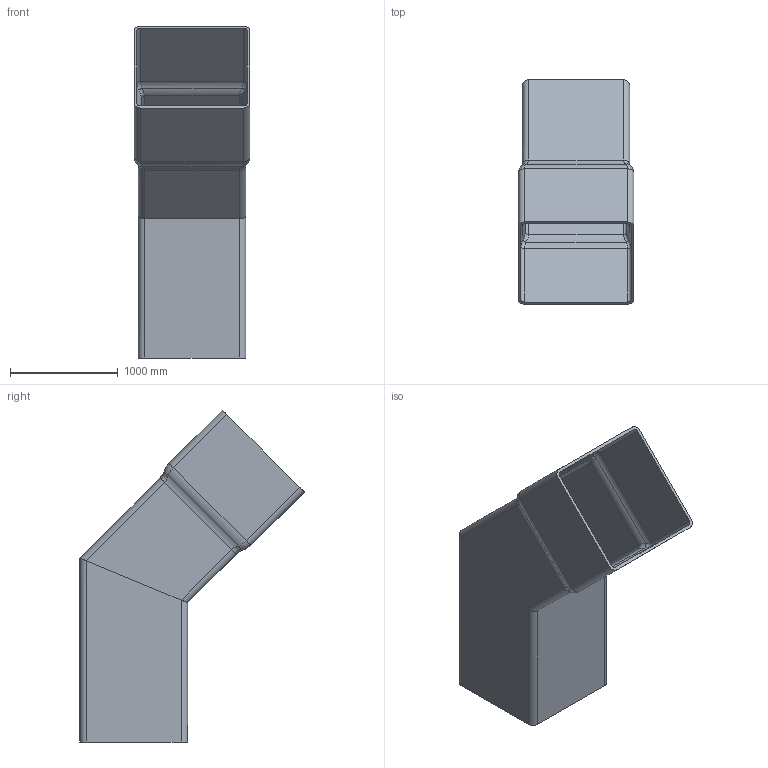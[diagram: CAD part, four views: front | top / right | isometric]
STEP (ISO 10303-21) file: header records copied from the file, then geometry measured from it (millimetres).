
FILE_DESCRIPTION(/* description */ (''),/* implementation_level */ '2;1');
FILE_NAME(/* name */ '55698.100X_3D.stp',/* time_stamp */ '2025-11-03T11:30:13+01:00',/* author */ ('d.brandes'),/* organization */ (''),/* preprocessor_version */ 'ST-DEVELOPER v20.1',/* originating_system */ 'AutoCAD Mechanical',/* authorisation */ '');
FILE_SCHEMA (('AUTOMOTIVE_DESIGN { 1 0 10303 214 3 1 1 }'));
Length unit declared in the file: centimetre
Products named in the file (2): Product; *S0
Assembly tree (1 placements, depth 2):
  Product
    *S0
Bounding box: 1077 x 2082.86 x 3082.86 mm (x, y, z)
Volume: 336555265.9 mm3; surface area: 25367007.6 mm2
Topology: 2 solids, 2 shells, 84 faces, 195 edges, 118 vertices
Faces by surface type: cylinder 40, plane 28, bspline 16
Entity records: 3080 total; most frequent: CARTESIAN_POINT 1108, DIRECTION 417, ORIENTED_EDGE 384, EDGE_CURVE 192, AXIS2_PLACEMENT_3D 155, VERTEX_POINT 112, LINE 107, VECTOR 107
